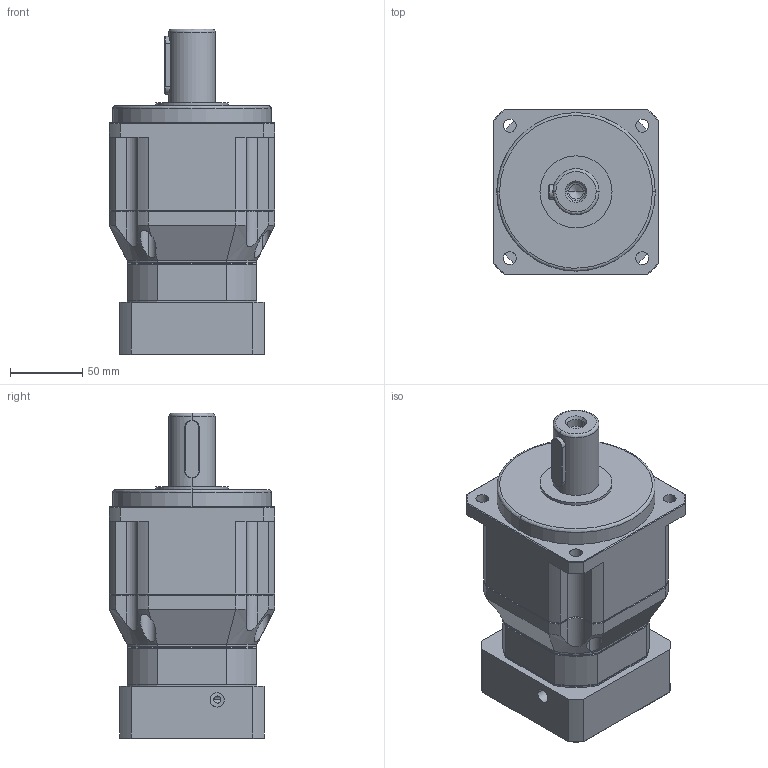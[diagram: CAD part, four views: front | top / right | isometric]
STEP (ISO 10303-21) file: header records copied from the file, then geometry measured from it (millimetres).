
FILE_DESCRIPTION (( 'STEP AP214' ), '1' );
FILE_NAME ('SB115-L2-19-95-115-M6-M8.STEP', '2021-12-18T05:42:33', ( 'admin' ), ( '' ), 'SwSTEP 2.0', 'SolidWorks 2013', '' );
FILE_SCHEMA (( 'AUTOMOTIVE_DESIGN' ));
Length unit declared in the file: millimetre
Products named in the file (4): SB090-95-115M6; SB115-L2_X2_58F34F537AEF_X0_-19; SB115_X2_8F9351FA7AEF_X0_; SB115-L2-19-95-115-M6-M8
Assembly tree (3 placements, depth 2):
  SB115-L2-19-95-115-M6-M8
    SB115_X2_8F9351FA7AEF_X0_
    SB115-L2_X2_58F34F537AEF_X0_-19
    SB090-95-115M6
Bounding box: 115 x 115 x 226 mm (x, y, z)
Volume: 1627899.2 mm3; surface area: 160701 mm2
Topology: 3 solids, 3 shells, 380 faces, 923 edges, 550 vertices
Faces by surface type: cylinder 151, plane 129, cone 88, bspline 12
Entity records: 16430 total; most frequent: CARTESIAN_POINT 3365, DIRECTION 1842, ORIENTED_EDGE 1810, EDGE_CURVE 905, AXIS2_PLACEMENT_3D 719, VERTEX_POINT 550, EDGE_LOOP 437, LINE 404
